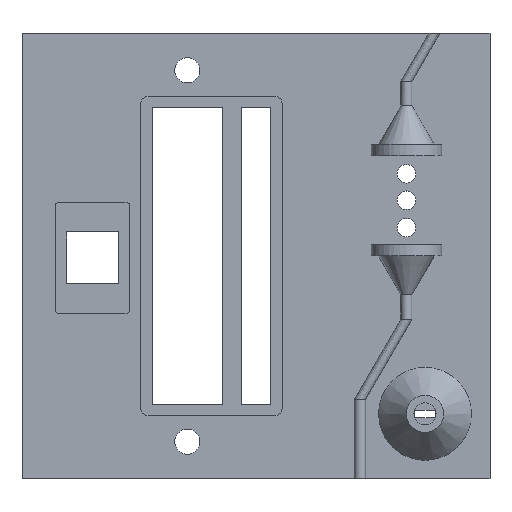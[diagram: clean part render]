
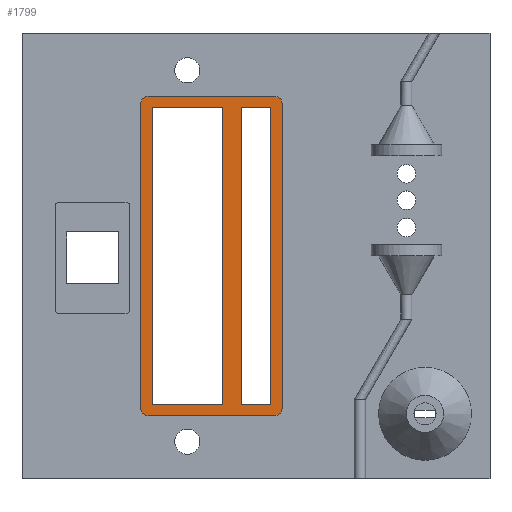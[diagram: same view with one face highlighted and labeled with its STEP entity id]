
A CAD part, top view. The second image highlights one B-rep face of the part: STEP entity #1799.
In plain terms, the highlighted planar face has unit normal (0, 0, 1).
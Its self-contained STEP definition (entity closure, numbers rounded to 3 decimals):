
#40=FACE_BOUND('',#288,.T.);
#41=FACE_BOUND('',#289,.T.);
#103=CIRCLE('',#1926,2.);
#105=CIRCLE('',#1930,2.);
#107=CIRCLE('',#1934,2.);
#109=CIRCLE('',#1938,2.);
#189=FACE_OUTER_BOUND('',#287,.T.);
#287=EDGE_LOOP('',(#1427,#1428,#1429,#1430,#1431,#1432,#1433,#1434));
#288=EDGE_LOOP('',(#1435,#1436,#1437,#1438));
#289=EDGE_LOOP('',(#1439,#1440,#1441,#1442));
#454=LINE('',#2773,#655);
#457=LINE('',#2784,#658);
#461=LINE('',#2796,#662);
#464=LINE('',#2805,#665);
#466=LINE('',#2810,#667);
#467=LINE('',#2812,#668);
#468=LINE('',#2814,#669);
#469=LINE('',#2815,#670);
#470=LINE('',#2818,#671);
#471=LINE('',#2820,#672);
#472=LINE('',#2822,#673);
#473=LINE('',#2823,#674);
#655=VECTOR('',#2270,10.);
#658=VECTOR('',#2281,10.);
#662=VECTOR('',#2293,10.);
#665=VECTOR('',#2304,10.);
#667=VECTOR('',#2308,10.);
#668=VECTOR('',#2309,10.);
#669=VECTOR('',#2310,10.);
#670=VECTOR('',#2311,10.);
#671=VECTOR('',#2312,10.);
#672=VECTOR('',#2313,10.);
#673=VECTOR('',#2314,10.);
#674=VECTOR('',#2315,10.);
#829=VERTEX_POINT('',#2760);
#830=VERTEX_POINT('',#2761);
#834=VERTEX_POINT('',#2771);
#835=VERTEX_POINT('',#2775);
#836=VERTEX_POINT('',#2776);
#839=VERTEX_POINT('',#2787);
#840=VERTEX_POINT('',#2788);
#843=VERTEX_POINT('',#2799);
#845=VERTEX_POINT('',#2808);
#846=VERTEX_POINT('',#2809);
#847=VERTEX_POINT('',#2811);
#848=VERTEX_POINT('',#2813);
#849=VERTEX_POINT('',#2816);
#850=VERTEX_POINT('',#2817);
#851=VERTEX_POINT('',#2819);
#852=VERTEX_POINT('',#2821);
#1043=EDGE_CURVE('',#829,#830,#103,.T.);
#1049=EDGE_CURVE('',#829,#834,#454,.T.);
#1050=EDGE_CURVE('',#835,#836,#105,.T.);
#1054=EDGE_CURVE('',#835,#830,#457,.T.);
#1056=EDGE_CURVE('',#839,#840,#107,.T.);
#1060=EDGE_CURVE('',#839,#836,#461,.T.);
#1062=EDGE_CURVE('',#843,#834,#109,.T.);
#1065=EDGE_CURVE('',#843,#840,#464,.T.);
#1067=EDGE_CURVE('',#845,#846,#466,.T.);
#1068=EDGE_CURVE('',#846,#847,#467,.T.);
#1069=EDGE_CURVE('',#847,#848,#468,.T.);
#1070=EDGE_CURVE('',#848,#845,#469,.T.);
#1071=EDGE_CURVE('',#849,#850,#470,.T.);
#1072=EDGE_CURVE('',#850,#851,#471,.T.);
#1073=EDGE_CURVE('',#851,#852,#472,.T.);
#1074=EDGE_CURVE('',#852,#849,#473,.T.);
#1427=ORIENTED_EDGE('',*,*,#1043,.F.);
#1428=ORIENTED_EDGE('',*,*,#1049,.T.);
#1429=ORIENTED_EDGE('',*,*,#1062,.F.);
#1430=ORIENTED_EDGE('',*,*,#1065,.T.);
#1431=ORIENTED_EDGE('',*,*,#1056,.F.);
#1432=ORIENTED_EDGE('',*,*,#1060,.T.);
#1433=ORIENTED_EDGE('',*,*,#1050,.F.);
#1434=ORIENTED_EDGE('',*,*,#1054,.T.);
#1435=ORIENTED_EDGE('',*,*,#1067,.T.);
#1436=ORIENTED_EDGE('',*,*,#1068,.T.);
#1437=ORIENTED_EDGE('',*,*,#1069,.T.);
#1438=ORIENTED_EDGE('',*,*,#1070,.T.);
#1439=ORIENTED_EDGE('',*,*,#1071,.T.);
#1440=ORIENTED_EDGE('',*,*,#1072,.T.);
#1441=ORIENTED_EDGE('',*,*,#1073,.T.);
#1442=ORIENTED_EDGE('',*,*,#1074,.T.);
#1716=PLANE('',#1941);
#1799=ADVANCED_FACE('',(#189,#40,#41),#1716,.T.);
#1926=AXIS2_PLACEMENT_3D('',#2762,#2260,#2261);
#1930=AXIS2_PLACEMENT_3D('',#2777,#2273,#2274);
#1934=AXIS2_PLACEMENT_3D('',#2789,#2285,#2286);
#1938=AXIS2_PLACEMENT_3D('',#2800,#2297,#2298);
#1941=AXIS2_PLACEMENT_3D('',#2807,#2306,#2307);
#2260=DIRECTION('center_axis',(0.,0.,-1.));
#2261=DIRECTION('ref_axis',(-0.707,0.707,0.));
#2270=DIRECTION('',(0.,-1.,0.));
#2273=DIRECTION('center_axis',(0.,0.,-1.));
#2274=DIRECTION('ref_axis',(0.707,0.707,0.));
#2281=DIRECTION('',(-1.,0.,0.));
#2285=DIRECTION('center_axis',(0.,0.,-1.));
#2286=DIRECTION('ref_axis',(0.707,-0.707,0.));
#2293=DIRECTION('',(0.,1.,0.));
#2297=DIRECTION('center_axis',(0.,0.,-1.));
#2298=DIRECTION('ref_axis',(-0.707,-0.707,0.));
#2304=DIRECTION('',(1.,0.,0.));
#2306=DIRECTION('center_axis',(0.,0.,1.));
#2307=DIRECTION('ref_axis',(1.,0.,0.));
#2308=DIRECTION('',(-1.,0.,0.));
#2309=DIRECTION('',(0.,1.,0.));
#2310=DIRECTION('',(1.,0.,0.));
#2311=DIRECTION('',(0.,-1.,0.));
#2312=DIRECTION('',(-1.,0.,0.));
#2313=DIRECTION('',(0.,1.,0.));
#2314=DIRECTION('',(1.,0.,0.));
#2315=DIRECTION('',(0.,-1.,0.));
#2760=CARTESIAN_POINT('',(32.,101.,4.));
#2761=CARTESIAN_POINT('',(34.,103.,4.));
#2762=CARTESIAN_POINT('Origin',(34.,101.,4.));
#2771=CARTESIAN_POINT('',(32.,19.,4.));
#2773=CARTESIAN_POINT('',(32.,49.5,4.));
#2775=CARTESIAN_POINT('',(68.,103.,4.));
#2776=CARTESIAN_POINT('',(70.,101.,4.));
#2777=CARTESIAN_POINT('Origin',(68.,101.,4.));
#2784=CARTESIAN_POINT('',(59.,103.,4.));
#2787=CARTESIAN_POINT('',(70.,19.,4.));
#2788=CARTESIAN_POINT('',(68.,17.,4.));
#2789=CARTESIAN_POINT('Origin',(68.,19.,4.));
#2796=CARTESIAN_POINT('',(70.,103.,4.));
#2799=CARTESIAN_POINT('',(34.,17.,4.));
#2800=CARTESIAN_POINT('Origin',(34.,19.,4.));
#2805=CARTESIAN_POINT('',(54.,17.,4.));
#2807=CARTESIAN_POINT('Origin',(51.,60.,4.));
#2808=CARTESIAN_POINT('',(54.,20.,4.));
#2809=CARTESIAN_POINT('',(35.,20.,4.));
#2810=CARTESIAN_POINT('',(54.,20.,4.));
#2811=CARTESIAN_POINT('',(35.,100.,4.));
#2812=CARTESIAN_POINT('',(35.,49.5,4.));
#2813=CARTESIAN_POINT('',(54.,100.,4.));
#2814=CARTESIAN_POINT('',(35.,100.,4.));
#2815=CARTESIAN_POINT('',(54.,49.5,4.));
#2816=CARTESIAN_POINT('',(67.,20.,4.));
#2817=CARTESIAN_POINT('',(59.,20.,4.));
#2818=CARTESIAN_POINT('',(67.,20.,4.));
#2819=CARTESIAN_POINT('',(59.,100.,4.));
#2820=CARTESIAN_POINT('',(59.,20.,4.));
#2821=CARTESIAN_POINT('',(67.,100.,4.));
#2822=CARTESIAN_POINT('',(59.,100.,4.));
#2823=CARTESIAN_POINT('',(67.,100.,4.));
